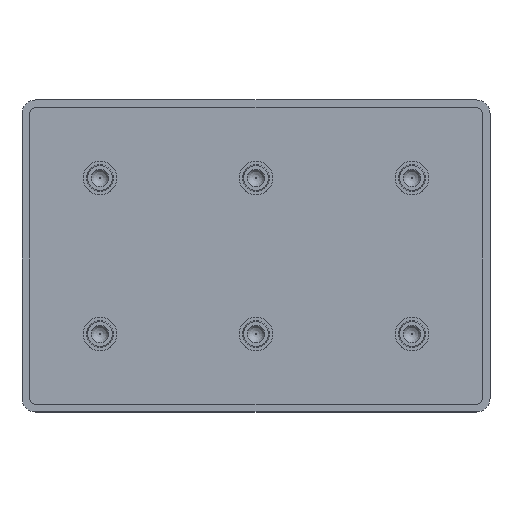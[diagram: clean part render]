
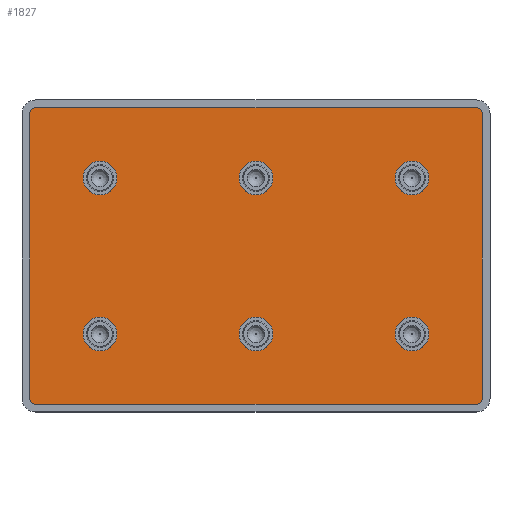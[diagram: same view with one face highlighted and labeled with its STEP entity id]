
A CAD part, top view. The second image highlights one B-rep face of the part: STEP entity #1827.
In plain terms, the highlighted planar face has unit normal (0, 0, 1).
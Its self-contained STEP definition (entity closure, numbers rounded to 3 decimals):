
#189=CARTESIAN_POINT('',(40.0,-15.65,-2.));
#190=VERTEX_POINT('',#189);
#191=CARTESIAN_POINT('',(40.0,-20.0,-2.0));
#192=DIRECTION('',(0.0,0.0,-1.0));
#193=DIRECTION('',(0.0,1.0,0.0));
#194=AXIS2_PLACEMENT_3D('',#191,#192,#193);
#195=CIRCLE('',#194,4.35);
#196=EDGE_CURVE('',#190,#190,#195,.T.);
#434=CARTESIAN_POINT('',(-40.0,-15.65,-2.));
#435=VERTEX_POINT('',#434);
#436=CARTESIAN_POINT('',(-40.0,-20.0,-2.0));
#437=DIRECTION('',(0.0,0.0,-1.0));
#438=DIRECTION('',(0.0,1.0,0.0));
#439=AXIS2_PLACEMENT_3D('',#436,#437,#438);
#440=CIRCLE('',#439,4.35);
#441=EDGE_CURVE('',#435,#435,#440,.T.);
#679=CARTESIAN_POINT('',(0.0,-15.65,-2.));
#680=VERTEX_POINT('',#679);
#681=CARTESIAN_POINT('',(0.0,-20.0,-2.0));
#682=DIRECTION('',(0.0,0.0,-1.0));
#683=DIRECTION('',(0.0,1.0,0.0));
#684=AXIS2_PLACEMENT_3D('',#681,#682,#683);
#685=CIRCLE('',#684,4.35);
#686=EDGE_CURVE('',#680,#680,#685,.T.);
#924=CARTESIAN_POINT('',(40.0,15.65,-2.));
#925=VERTEX_POINT('',#924);
#926=CARTESIAN_POINT('',(40.0,20.0,-2.0));
#927=DIRECTION('',(0.0,0.0,-1.0));
#928=DIRECTION('',(0.0,-1.0,0.0));
#929=AXIS2_PLACEMENT_3D('',#926,#927,#928);
#930=CIRCLE('',#929,4.35);
#931=EDGE_CURVE('',#925,#925,#930,.T.);
#1169=CARTESIAN_POINT('',(-40.0,15.65,-2.));
#1170=VERTEX_POINT('',#1169);
#1171=CARTESIAN_POINT('',(-40.0,20.0,-2.0));
#1172=DIRECTION('',(0.0,0.0,-1.0));
#1173=DIRECTION('',(0.0,-1.0,0.0));
#1174=AXIS2_PLACEMENT_3D('',#1171,#1172,#1173);
#1175=CIRCLE('',#1174,4.35);
#1176=EDGE_CURVE('',#1170,#1170,#1175,.T.);
#1414=CARTESIAN_POINT('',(0.0,15.65,-2.));
#1415=VERTEX_POINT('',#1414);
#1416=CARTESIAN_POINT('',(0.0,20.0,-2.0));
#1417=DIRECTION('',(0.0,0.0,-1.0));
#1418=DIRECTION('',(0.0,-1.0,0.0));
#1419=AXIS2_PLACEMENT_3D('',#1416,#1417,#1418);
#1420=CIRCLE('',#1419,4.35);
#1421=EDGE_CURVE('',#1415,#1415,#1420,.T.);
#1543=CARTESIAN_POINT('',(-58.,36.5,-2.0));
#1544=VERTEX_POINT('',#1543);
#1545=CARTESIAN_POINT('',(-58.,-36.5,-2.0));
#1546=VERTEX_POINT('',#1545);
#1547=CARTESIAN_POINT('',(-58.,36.5,-2.0));
#1548=DIRECTION('',(0.0,-1.0,0.0));
#1549=VECTOR('',#1548,73.);
#1550=LINE('',#1547,#1549);
#1551=EDGE_CURVE('',#1544,#1546,#1550,.T.);
#1583=CARTESIAN_POINT('',(-56.5,-38.,-2.0));
#1584=VERTEX_POINT('',#1583);
#1585=CARTESIAN_POINT('',(-56.5,-36.5,-2.0));
#1586=DIRECTION('',(0.0,0.0,1.0));
#1587=DIRECTION('',(1.0,0.0,0.0));
#1588=AXIS2_PLACEMENT_3D('',#1585,#1586,#1587);
#1589=CIRCLE('',#1588,1.5);
#1590=EDGE_CURVE('',#1546,#1584,#1589,.T.);
#1616=CARTESIAN_POINT('',(56.5,-38.,-2.0));
#1617=VERTEX_POINT('',#1616);
#1618=CARTESIAN_POINT('',(-56.5,-38.,-2.0));
#1619=DIRECTION('',(1.0,0.0,0.0));
#1620=VECTOR('',#1619,113.);
#1621=LINE('',#1618,#1620);
#1622=EDGE_CURVE('',#1584,#1617,#1621,.T.);
#1647=CARTESIAN_POINT('',(58.,-36.5,-2.0));
#1648=VERTEX_POINT('',#1647);
#1649=CARTESIAN_POINT('',(56.5,-36.5,-2.0));
#1650=DIRECTION('',(0.0,0.0,1.0));
#1651=DIRECTION('',(0.0,1.0,0.0));
#1652=AXIS2_PLACEMENT_3D('',#1649,#1650,#1651);
#1653=CIRCLE('',#1652,1.5);
#1654=EDGE_CURVE('',#1617,#1648,#1653,.T.);
#1680=CARTESIAN_POINT('',(58.,36.5,-2.0));
#1681=VERTEX_POINT('',#1680);
#1682=CARTESIAN_POINT('',(58.,-36.5,-2.0));
#1683=DIRECTION('',(0.0,1.0,0.0));
#1684=VECTOR('',#1683,73.);
#1685=LINE('',#1682,#1684);
#1686=EDGE_CURVE('',#1648,#1681,#1685,.T.);
#1711=CARTESIAN_POINT('',(56.5,38.,-2.0));
#1712=VERTEX_POINT('',#1711);
#1713=CARTESIAN_POINT('',(56.5,36.5,-2.0));
#1714=DIRECTION('',(0.0,0.0,1.0));
#1715=DIRECTION('',(-1.0,0.0,0.0));
#1716=AXIS2_PLACEMENT_3D('',#1713,#1714,#1715);
#1717=CIRCLE('',#1716,1.5);
#1718=EDGE_CURVE('',#1681,#1712,#1717,.T.);
#1744=CARTESIAN_POINT('',(-56.5,38.,-2.0));
#1745=VERTEX_POINT('',#1744);
#1746=CARTESIAN_POINT('',(56.5,38.,-2.0));
#1747=DIRECTION('',(-1.0,0.0,0.0));
#1748=VECTOR('',#1747,113.);
#1749=LINE('',#1746,#1748);
#1750=EDGE_CURVE('',#1712,#1745,#1749,.T.);
#1775=CARTESIAN_POINT('',(-56.5,36.5,-2.0));
#1776=DIRECTION('',(0.0,0.0,1.0));
#1777=DIRECTION('',(0.0,-1.0,0.0));
#1778=AXIS2_PLACEMENT_3D('',#1775,#1776,#1777);
#1779=CIRCLE('',#1778,1.5);
#1780=EDGE_CURVE('',#1745,#1544,#1779,.T.);
#1794=CARTESIAN_POINT('',(0.,0.,-2.0));
#1795=DIRECTION('',(0.0,0.0,1.0));
#1796=DIRECTION('',(1.0,0.0,0.0));
#1797=AXIS2_PLACEMENT_3D('',#1794,#1795,#1796);
#1798=PLANE('',#1797);
#1799=ORIENTED_EDGE('',*,*,#1551,.T.);
#1800=ORIENTED_EDGE('',*,*,#1590,.T.);
#1801=ORIENTED_EDGE('',*,*,#1622,.T.);
#1802=ORIENTED_EDGE('',*,*,#1654,.T.);
#1803=ORIENTED_EDGE('',*,*,#1686,.T.);
#1804=ORIENTED_EDGE('',*,*,#1718,.T.);
#1805=ORIENTED_EDGE('',*,*,#1750,.T.);
#1806=ORIENTED_EDGE('',*,*,#1780,.T.);
#1807=EDGE_LOOP('',(#1799,#1800,#1801,#1802,#1803,#1804,#1805,#1806));
#1808=FACE_OUTER_BOUND('',#1807,.T.);
#1809=ORIENTED_EDGE('',*,*,#196,.T.);
#1810=EDGE_LOOP('',(#1809));
#1811=FACE_BOUND('',#1810,.T.);
#1812=ORIENTED_EDGE('',*,*,#441,.T.);
#1813=EDGE_LOOP('',(#1812));
#1814=FACE_BOUND('',#1813,.T.);
#1815=ORIENTED_EDGE('',*,*,#686,.T.);
#1816=EDGE_LOOP('',(#1815));
#1817=FACE_BOUND('',#1816,.T.);
#1818=ORIENTED_EDGE('',*,*,#931,.T.);
#1819=EDGE_LOOP('',(#1818));
#1820=FACE_BOUND('',#1819,.T.);
#1821=ORIENTED_EDGE('',*,*,#1176,.T.);
#1822=EDGE_LOOP('',(#1821));
#1823=FACE_BOUND('',#1822,.T.);
#1824=ORIENTED_EDGE('',*,*,#1421,.T.);
#1825=EDGE_LOOP('',(#1824));
#1826=FACE_BOUND('',#1825,.T.);
#1827=ADVANCED_FACE('',(#1808,#1811,#1814,#1817,#1820,#1823,#1826),#1798,.T.);
